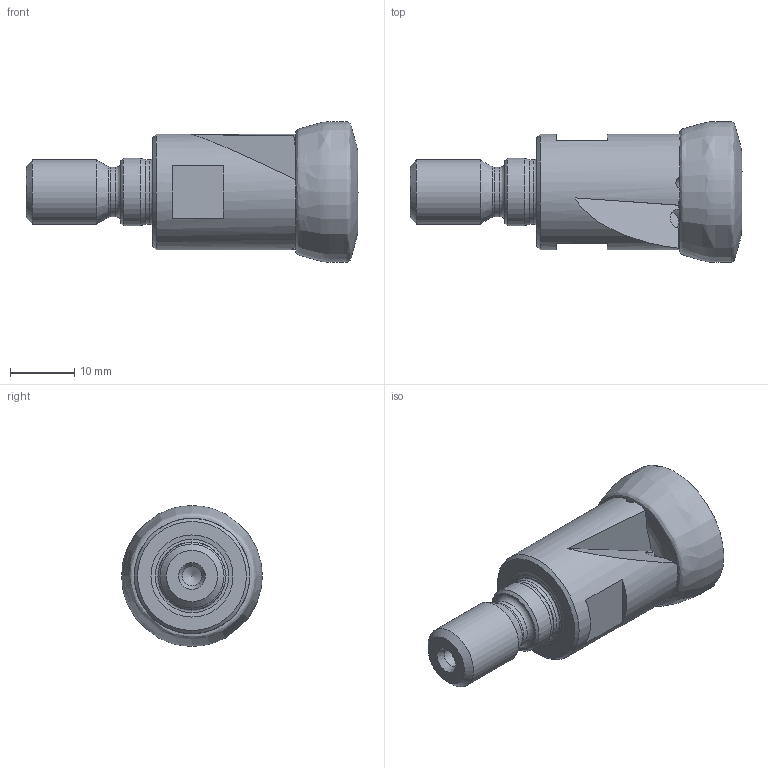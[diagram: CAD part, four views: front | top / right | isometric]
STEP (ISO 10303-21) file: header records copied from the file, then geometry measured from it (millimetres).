
FILE_DESCRIPTION (( 'STEP AP214' ), '1' );
FILE_NAME ('ESF-22-M10-09-2.STEP', '2013-09-30T14:18:47', ( '' ), ( '' ), 'SwSTEP 2.0', 'SolidWorks 2013', '' );
FILE_SCHEMA (( 'AUTOMOTIVE_DESIGN' ));
Length unit declared in the file: millimetre
Products named in the file (1): ESF-22-M10-09-2
Bounding box: 51.79 x 21.95 x 21.96 mm (x, y, z)
Volume: 9640.7 mm3; surface area: 3651.4 mm2
Topology: 1 solids, 1 shells, 56 faces, 134 edges, 85 vertices
Faces by surface type: plane 23, cone 15, cylinder 11, torus 5, bspline 2
Full cylindrical faces by diameter (mm): 3 x3, 7.7 x1, 10 x1, 10.093 x1, 10.5 x2, 18 x1
Entity records: 3294 total; most frequent: CARTESIAN_POINT 2169, DIRECTION 216, ORIENTED_EDGE 198, EDGE_CURVE 99, AXIS2_PLACEMENT_3D 98, EDGE_LOOP 84, VERTEX_POINT 75, FACE_OUTER_BOUND 70
